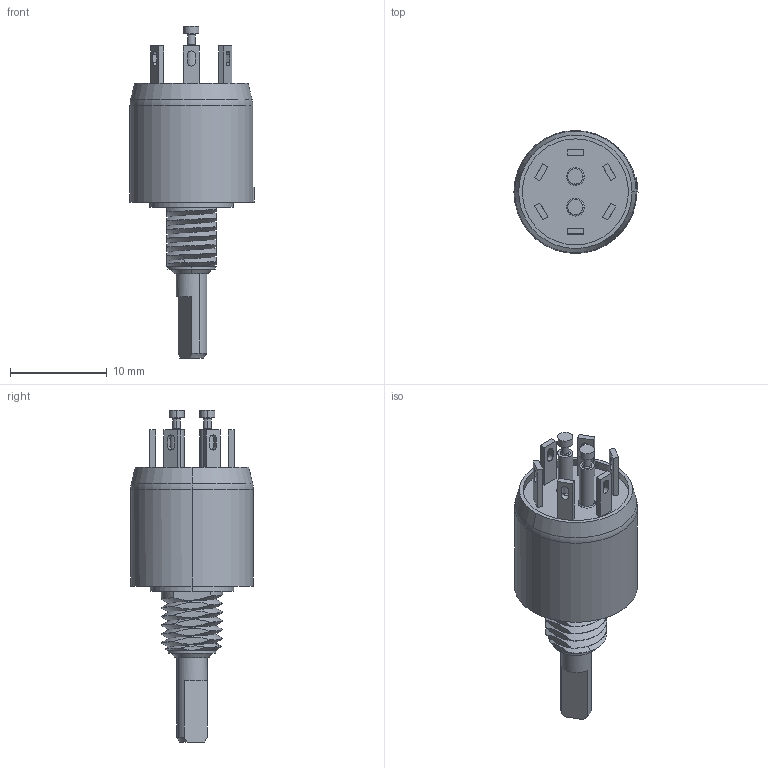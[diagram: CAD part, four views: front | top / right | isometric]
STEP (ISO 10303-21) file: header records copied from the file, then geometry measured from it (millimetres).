
FILE_DESCRIPTION((''),'2;1');
FILE_NAME('50A60-01-2-XXX_SW0001','2014-06-03T',('jjanota'),(''),'PRO/ENGINEER BY PARAMETRIC TECHNOLOGY CORPORATION, 2011490','PRO/ENGINEER BY PARAMETRIC TECHNOLOGY CORPORATION, 2011490','');
FILE_SCHEMA(('CONFIG_CONTROL_DESIGN'));
Length unit declared in the file: inch
Products named in the file (1): 50A60-01-2-XXX_SW0001
Bounding box: 12.83 x 12.7 x 34.34 mm (x, y, z)
Volume: 909.2 mm3; surface area: 2367 mm2
Topology: 2 solids, 2 shells, 576 faces, 1582 edges, 1039 vertices
Faces by surface type: plane 428, cylinder 104, cone 20, torus 18, bspline 6
Entity records: 24763 total; most frequent: CARTESIAN_POINT 6049, ORIENTED_EDGE 3164, DIRECTION 2907, EDGE_CURVE 1582, VECTOR 1227, LINE 1227, VERTEX_POINT 1039, AXIS2_PLACEMENT_3D 840
